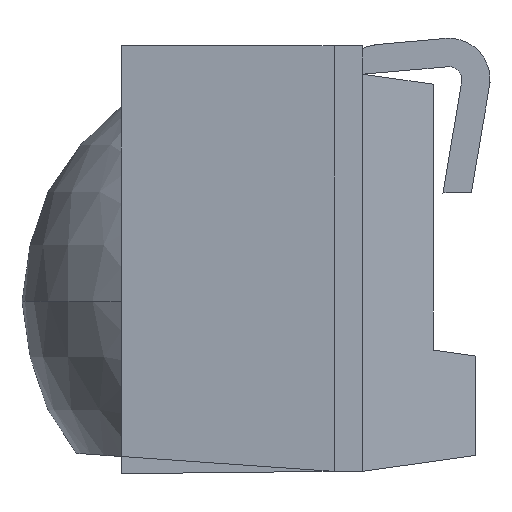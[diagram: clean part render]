
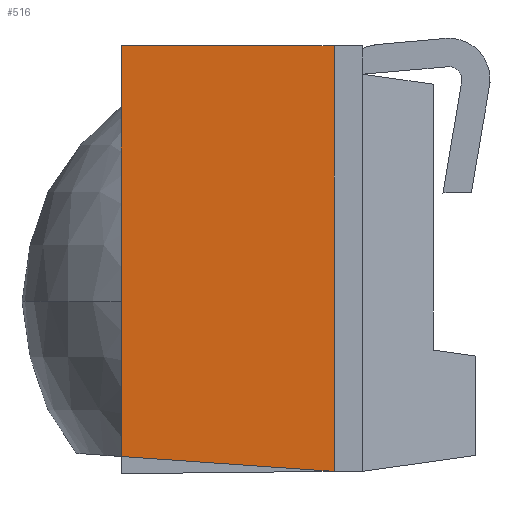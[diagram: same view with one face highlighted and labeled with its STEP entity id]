
A CAD part, left-side view. The second image highlights one B-rep face of the part: STEP entity #516.
In plain terms, the highlighted planar face has unit normal (-0.998, 0.07, 0).
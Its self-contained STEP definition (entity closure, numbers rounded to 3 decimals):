
#260 = ORIENTED_EDGE ( 'NONE', *, *, #2315, .F. ) ;
#263 = ORIENTED_EDGE ( 'NONE', *, *, #2317, .T. ) ;
#264 = ORIENTED_EDGE ( 'NONE', *, *, #2285, .T. ) ;
#265 = ORIENTED_EDGE ( 'NONE', *, *, #2308, .F. ) ;
#516 = ADVANCED_FACE ( 'NONE', ( #768 ), #1339, .T. ) ;
#622 = AXIS2_PLACEMENT_3D ( 'NONE', #1334, #1344, #1345 ) ;
#768 = FACE_OUTER_BOUND ( 'NONE', #2063, .T. ) ;
#888 = LINE ( 'NONE', #1516, #908 ) ;
#908 = VECTOR ( 'NONE', #1519, 1000. ) ;
#919 = LINE ( 'NONE', #1565, #949 ) ;
#949 = VECTOR ( 'NONE', #1570, 1000. ) ;
#955 = VECTOR ( 'NONE', #1586, 1000. ) ;
#957 = LINE ( 'NONE', #1585, #955 ) ;
#966 = LINE ( 'NONE', #1589, #967 ) ;
#967 = VECTOR ( 'NONE', #1590, 1000. ) ;
#1334 = CARTESIAN_POINT ( 'NONE',  ( -3.3, 0., -1.5 ) ) ;
#1339 = PLANE ( 'NONE',  #622 ) ;
#1344 = DIRECTION ( 'NONE',  ( -0.998, 0.07, 0. ) ) ;
#1345 = DIRECTION ( 'NONE',  ( -0.07, -0.998, 0. ) ) ;
#1516 = CARTESIAN_POINT ( 'NONE',  ( -3.3, 0., -1.5 ) ) ;
#1519 = DIRECTION ( 'NONE',  ( -0.07, -0.995, -0.07 ) ) ;
#1565 = CARTESIAN_POINT ( 'NONE',  ( -3.195, 1.5, 1.5 ) ) ;
#1570 = DIRECTION ( 'NONE',  ( 0., 0., 1. ) ) ;
#1585 = CARTESIAN_POINT ( 'NONE',  ( -3.196, 1.493, 1.5 ) ) ;
#1586 = DIRECTION ( 'NONE',  ( -0.07, -0.998, 0. ) ) ;
#1589 = CARTESIAN_POINT ( 'NONE',  ( -3.3, 0., -1.5 ) ) ;
#1590 = DIRECTION ( 'NONE',  ( 0., 0., 1. ) ) ;
#1905 = CARTESIAN_POINT ( 'NONE',  ( -3.3, 0., -1.5 ) ) ;
#1937 = CARTESIAN_POINT ( 'NONE',  ( -3.195, 1.5, -1.395 ) ) ;
#1957 = CARTESIAN_POINT ( 'NONE',  ( -3.195, 1.5, 1.5 ) ) ;
#1974 = CARTESIAN_POINT ( 'NONE',  ( -3.3, 0., 1.5 ) ) ;
#2063 = EDGE_LOOP ( 'NONE', ( #265, #264, #263, #260 ) ) ;
#2285 = EDGE_CURVE ( 'NONE', #2649, #2616, #888, .T. ) ;
#2308 = EDGE_CURVE ( 'NONE', #2649, #2670, #919, .T. ) ;
#2315 = EDGE_CURVE ( 'NONE', #2670, #2688, #957, .T. ) ;
#2317 = EDGE_CURVE ( 'NONE', #2616, #2688, #966, .T. ) ;
#2616 = VERTEX_POINT ( 'NONE', #1905 ) ;
#2649 = VERTEX_POINT ( 'NONE', #1937 ) ;
#2670 = VERTEX_POINT ( 'NONE', #1957 ) ;
#2688 = VERTEX_POINT ( 'NONE', #1974 ) ;
